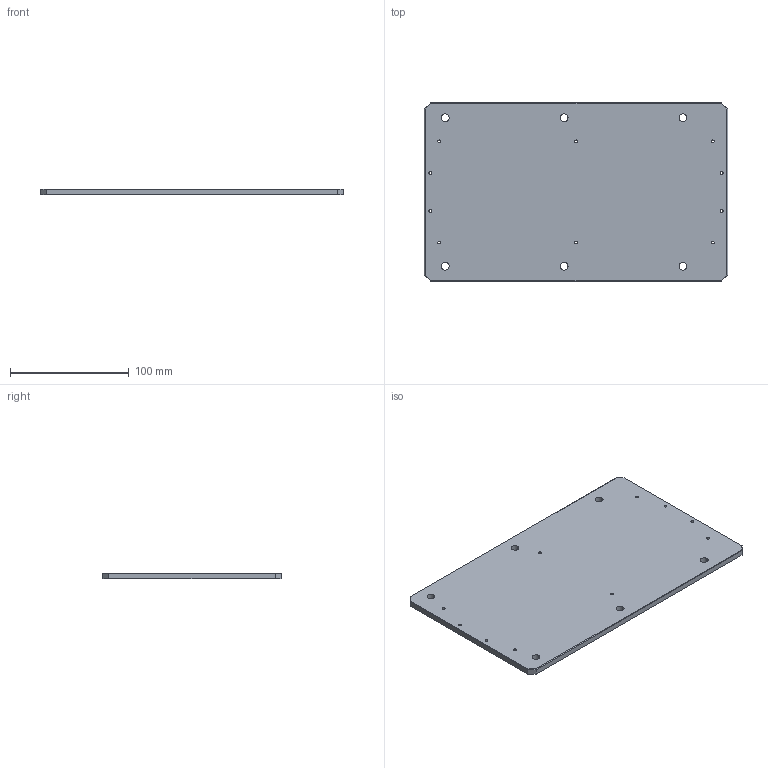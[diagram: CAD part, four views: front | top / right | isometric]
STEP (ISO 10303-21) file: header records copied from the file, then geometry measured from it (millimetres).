
FILE_DESCRIPTION(('STEP AP214'),'1');
FILE_NAME('result.step','2024-10-16T01:42:52',(' '),(' '),'Spatial InterOp 3D',' ',' ');
FILE_SCHEMA(('automotive_design'));
Length unit declared in the file: millimetre
Products named in the file (1): 001
Bounding box: 255 x 150 x 5 mm (x, y, z)
Volume: 189628.6 mm3; surface area: 80663.3 mm2
Topology: 1 solids, 1 shells, 50 faces, 136 edges, 88 vertices
Faces by surface type: cylinder 32, plane 18
Entity records: 2080 total; most frequent: DIRECTION 302, CARTESIAN_POINT 275, ORIENTED_EDGE 272, EDGE_CURVE 136, AXIS2_PLACEMENT_3D 115, VERTEX_POINT 88, EDGE_LOOP 82, LINE 72
